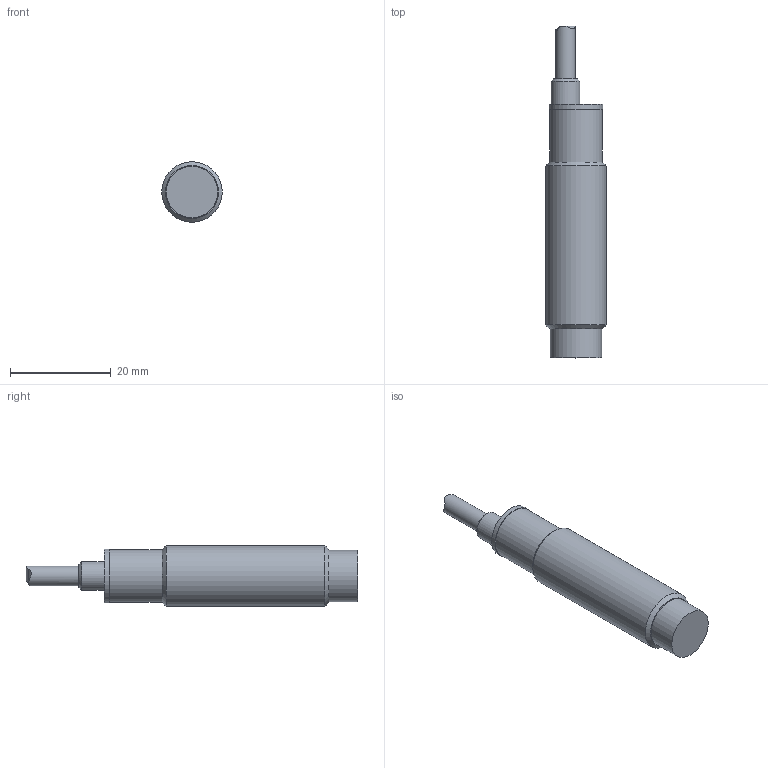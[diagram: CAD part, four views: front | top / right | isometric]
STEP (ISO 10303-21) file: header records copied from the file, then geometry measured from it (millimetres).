
FILE_DESCRIPTION(/* description */ (''),/* implementation_level */ '2;1');
FILE_NAME(/* name */ 'IA0375_Shrinkwrap_1.stp',/* time_stamp */ '2022-03-18T10:58:00+01:00',/* author */ ('Krieger Anja'),/* organization */ (''),/* preprocessor_version */ 'ST-DEVELOPER v18.1',/* originating_system */ 'Autodesk Inventor 2021',/* authorisation */ '');
FILE_SCHEMA (('AUTOMOTIVE_DESIGN { 1 0 10303 214 3 1 1 }'));
Length unit declared in the file: millimetre
Products named in the file (1): IA0375_Shrinkwrap_1
Bounding box: 12 x 65.8 x 12 mm (x, y, z)
Volume: 2311.1 mm3; surface area: 4344.1 mm2
Topology: 2 solids, 2 shells, 33 faces, 60 edges, 39 vertices
Faces by surface type: cylinder 15, plane 11, cone 7
Full cylindrical faces by diameter (mm): 3 x1, 3.1 x1, 3.9 x1, 4 x1, 5.7 x1, 9 x1, 9.6 x1, 9.8 x1, 9.9 x1, 10.2 x1, 10.5 x1, 10.7 x1, 12 x1
Entity records: 983 total; most frequent: CARTESIAN_POINT 191, DIRECTION 155, ORIENTED_EDGE 116, AXIS2_PLACEMENT_3D 67, EDGE_CURVE 58, EDGE_LOOP 43, VERTEX_POINT 39, STYLED_ITEM 35
